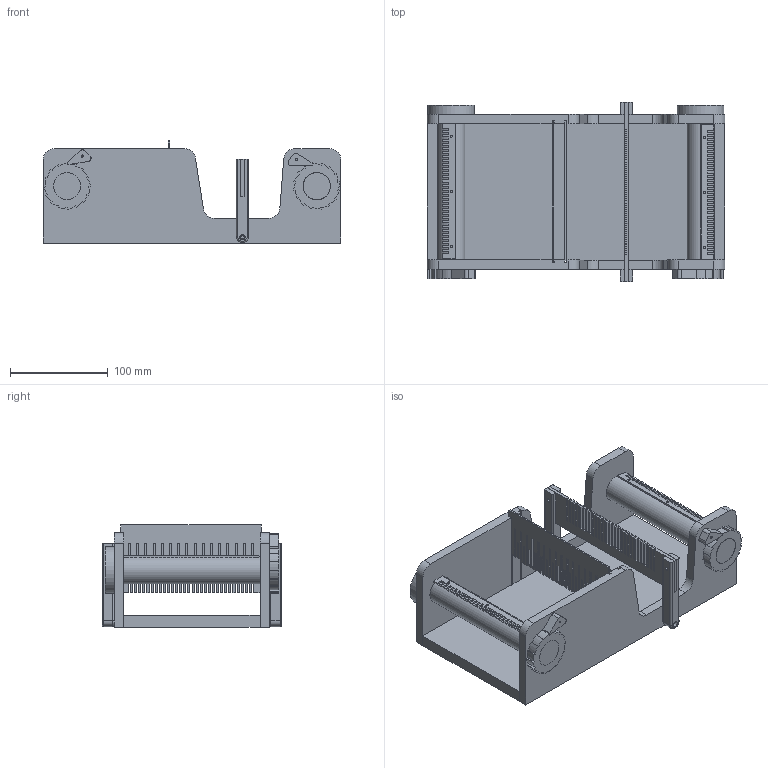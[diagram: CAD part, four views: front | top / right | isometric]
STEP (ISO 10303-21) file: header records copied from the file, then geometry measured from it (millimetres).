
FILE_DESCRIPTION(/* description */ ('Alibre Inc.'),/* implementation_level */ '2;1');
FILE_NAME(/* name */ 'export0',/* time_stamp */ '2010-11-27T20:23:40-07:00',/* author */ (''),/* organization */ (''),/* preprocessor_version */ 'ST-DEVELOPER v12',/* originating_system */ 'Alibre',/* authorisation */ '');
FILE_SCHEMA (('AUTOMOTIVE_DESIGN'));
Length unit declared in the file: centimetre
Bounding box: 304.8 x 184.4 x 104.58 mm (x, y, z)
Volume: 1264080.3 mm3; surface area: 329036.7 mm2
Topology: 18 solids, 18 shells, 870 faces, 2480 edges, 1652 vertices
Faces by surface type: plane 772, cylinder 94, torus 4
Full cylindrical faces by diameter (mm): 2.134 x6, 2.141 x4, 3.302 x1, 3.454 x1, 3.81 x6, 5.436 x2, 27.94 x6, 28.575 x4, 47.752 x2
Entity records: 19540 total; most frequent: ORIENTED_EDGE 3760, CARTESIAN_POINT 3452, DIRECTION 2397, EDGE_CURVE 1880, VECTOR 1500, LINE 1500, VERTEX_POINT 1266, EDGE_LOOP 718
